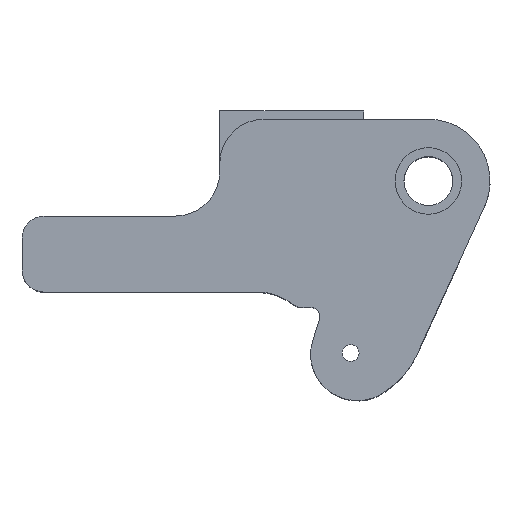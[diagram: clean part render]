
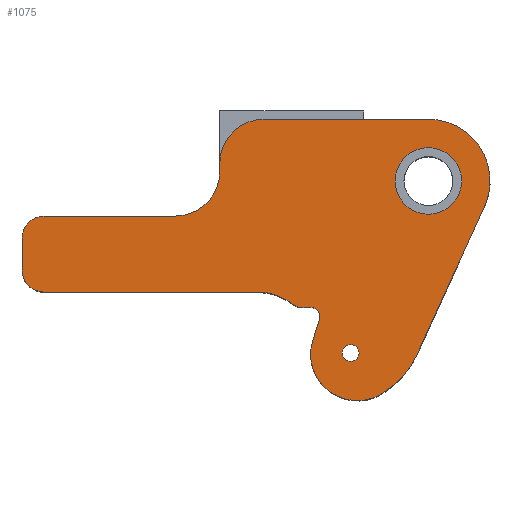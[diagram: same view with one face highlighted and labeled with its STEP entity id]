
A CAD part, top view. The second image highlights one B-rep face of the part: STEP entity #1075.
In plain terms, the highlighted planar face has unit normal (0, 0, 1).
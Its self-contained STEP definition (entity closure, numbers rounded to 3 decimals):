
#22=FACE_BOUND('',#326,.T.);
#23=FACE_BOUND('',#327,.T.);
#35=PLANE('',#1157);
#89=LINE('',#1774,#174);
#97=LINE('',#1795,#182);
#103=LINE('',#1810,#188);
#104=LINE('',#1814,#189);
#105=LINE('',#1818,#190);
#106=LINE('',#1824,#191);
#107=LINE('',#1828,#192);
#108=LINE('',#1836,#193);
#174=VECTOR('',#1286,10.);
#182=VECTOR('',#1302,10.);
#188=VECTOR('',#1316,10.);
#189=VECTOR('',#1319,10.);
#190=VECTOR('',#1322,10.);
#191=VECTOR('',#1327,10.);
#192=VECTOR('',#1330,10.);
#193=VECTOR('',#1337,10.);
#265=FACE_OUTER_BOUND('',#325,.T.);
#325=EDGE_LOOP('',(#789,#790,#791,#792,#793,#794,#795,#796,#797,#798,#799,
#800,#801,#802,#803,#804,#805,#806,#807));
#326=EDGE_LOOP('',(#808));
#327=EDGE_LOOP('',(#809));
#406=CIRCLE('',#1151,4.);
#408=CIRCLE('',#1155,4.);
#410=CIRCLE('',#1158,2.);
#411=CIRCLE('',#1159,2.);
#412=CIRCLE('',#1160,5.5);
#413=CIRCLE('',#1161,1.);
#414=CIRCLE('',#1162,0.85);
#415=CIRCLE('',#1163,4.);
#416=CIRCLE('',#1164,4.264);
#417=CIRCLE('',#1165,8.488);
#418=CIRCLE('',#1166,5.556);
#419=CIRCLE('',#1167,0.75);
#420=CIRCLE('',#1168,3.);
#477=VERTEX_POINT('',#1770);
#479=VERTEX_POINT('',#1773);
#484=VERTEX_POINT('',#1785);
#485=VERTEX_POINT('',#1786);
#488=VERTEX_POINT('',#1794);
#493=VERTEX_POINT('',#1809);
#494=VERTEX_POINT('',#1811);
#495=VERTEX_POINT('',#1813);
#496=VERTEX_POINT('',#1815);
#497=VERTEX_POINT('',#1817);
#498=VERTEX_POINT('',#1819);
#499=VERTEX_POINT('',#1821);
#500=VERTEX_POINT('',#1823);
#501=VERTEX_POINT('',#1825);
#502=VERTEX_POINT('',#1827);
#503=VERTEX_POINT('',#1829);
#504=VERTEX_POINT('',#1831);
#505=VERTEX_POINT('',#1833);
#506=VERTEX_POINT('',#1835);
#507=VERTEX_POINT('',#1838);
#508=VERTEX_POINT('',#1840);
#592=EDGE_CURVE('',#479,#477,#89,.T.);
#598=EDGE_CURVE('',#484,#485,#406,.T.);
#602=EDGE_CURVE('',#485,#488,#97,.T.);
#608=EDGE_CURVE('',#488,#477,#408,.T.);
#610=EDGE_CURVE('',#484,#493,#103,.T.);
#611=EDGE_CURVE('',#494,#493,#410,.T.);
#612=EDGE_CURVE('',#494,#495,#104,.F.);
#613=EDGE_CURVE('',#496,#495,#411,.T.);
#614=EDGE_CURVE('',#496,#497,#105,.T.);
#615=EDGE_CURVE('',#497,#498,#412,.T.);
#616=EDGE_CURVE('',#498,#499,#413,.T.);
#617=EDGE_CURVE('',#499,#500,#106,.T.);
#618=EDGE_CURVE('',#500,#501,#414,.T.);
#619=EDGE_CURVE('',#501,#502,#107,.T.);
#620=EDGE_CURVE('',#502,#503,#415,.T.);
#621=EDGE_CURVE('',#503,#504,#416,.T.);
#622=EDGE_CURVE('',#504,#505,#417,.T.);
#623=EDGE_CURVE('',#505,#506,#108,.T.);
#624=EDGE_CURVE('',#506,#479,#418,.F.);
#625=EDGE_CURVE('',#507,#507,#419,.T.);
#626=EDGE_CURVE('',#508,#508,#420,.T.);
#789=ORIENTED_EDGE('',*,*,#608,.F.);
#790=ORIENTED_EDGE('',*,*,#602,.F.);
#791=ORIENTED_EDGE('',*,*,#598,.F.);
#792=ORIENTED_EDGE('',*,*,#610,.T.);
#793=ORIENTED_EDGE('',*,*,#611,.F.);
#794=ORIENTED_EDGE('',*,*,#612,.T.);
#795=ORIENTED_EDGE('',*,*,#613,.F.);
#796=ORIENTED_EDGE('',*,*,#614,.T.);
#797=ORIENTED_EDGE('',*,*,#615,.T.);
#798=ORIENTED_EDGE('',*,*,#616,.T.);
#799=ORIENTED_EDGE('',*,*,#617,.T.);
#800=ORIENTED_EDGE('',*,*,#618,.T.);
#801=ORIENTED_EDGE('',*,*,#619,.T.);
#802=ORIENTED_EDGE('',*,*,#620,.T.);
#803=ORIENTED_EDGE('',*,*,#621,.T.);
#804=ORIENTED_EDGE('',*,*,#622,.T.);
#805=ORIENTED_EDGE('',*,*,#623,.T.);
#806=ORIENTED_EDGE('',*,*,#624,.T.);
#807=ORIENTED_EDGE('',*,*,#592,.T.);
#808=ORIENTED_EDGE('',*,*,#625,.T.);
#809=ORIENTED_EDGE('',*,*,#626,.T.);
#1075=ADVANCED_FACE('',(#265,#22,#23),#35,.T.);
#1151=AXIS2_PLACEMENT_3D('',#1787,#1294,#1295);
#1155=AXIS2_PLACEMENT_3D('',#1806,#1310,#1311);
#1157=AXIS2_PLACEMENT_3D('',#1808,#1314,#1315);
#1158=AXIS2_PLACEMENT_3D('',#1812,#1317,#1318);
#1159=AXIS2_PLACEMENT_3D('',#1816,#1320,#1321);
#1160=AXIS2_PLACEMENT_3D('',#1820,#1323,#1324);
#1161=AXIS2_PLACEMENT_3D('',#1822,#1325,#1326);
#1162=AXIS2_PLACEMENT_3D('',#1826,#1328,#1329);
#1163=AXIS2_PLACEMENT_3D('',#1830,#1331,#1332);
#1164=AXIS2_PLACEMENT_3D('',#1832,#1333,#1334);
#1165=AXIS2_PLACEMENT_3D('',#1834,#1335,#1336);
#1166=AXIS2_PLACEMENT_3D('',#1837,#1338,#1339);
#1167=AXIS2_PLACEMENT_3D('',#1839,#1340,#1341);
#1168=AXIS2_PLACEMENT_3D('',#1841,#1342,#1343);
#1286=DIRECTION('',(-1.,0.,0.));
#1294=DIRECTION('center_axis',(0.,0.,
1.));
#1295=DIRECTION('ref_axis',(1.,0.,0.));
#1302=DIRECTION('',(0.,1.,0.));
#1310=DIRECTION('center_axis',(0.,0.,
-1.));
#1311=DIRECTION('ref_axis',(-1.,0.,0.));
#1314=DIRECTION('center_axis',(0.,0.,
1.));
#1315=DIRECTION('ref_axis',(1.,0.,0.));
#1316=DIRECTION('',(-1.,0.,0.));
#1317=DIRECTION('center_axis',(0.,0.,
-1.));
#1318=DIRECTION('ref_axis',(-0.707,0.707,0.));
#1319=DIRECTION('',(0.,1.,0.));
#1320=DIRECTION('center_axis',(0.,0.,
-1.));
#1321=DIRECTION('ref_axis',(-0.707,-0.707,0.));
#1322=DIRECTION('',(1.,0.,0.));
#1323=DIRECTION('center_axis',(0.,0.,
-1.));
#1324=DIRECTION('ref_axis',(0.616,0.788,0.));
#1325=DIRECTION('center_axis',(0.,0.,
1.));
#1326=DIRECTION('ref_axis',(-0.616,-0.788,0.));
#1327=DIRECTION('',(1.,0.,0.));
#1328=DIRECTION('center_axis',(0.,0.,
-1.));
#1329=DIRECTION('ref_axis',(0.953,-0.304,0.));
#1330=DIRECTION('',(-0.304,-0.953,0.));
#1331=DIRECTION('center_axis',(0.,0.,
1.));
#1332=DIRECTION('ref_axis',(-0.953,0.304,0.));
#1333=DIRECTION('center_axis',(0.,0.,
1.));
#1334=DIRECTION('ref_axis',(-0.887,-0.461,0.));
#1335=DIRECTION('center_axis',(0.,0.,
1.));
#1336=DIRECTION('ref_axis',(0.529,-0.849,0.));
#1337=DIRECTION('',(0.414,0.91,0.));
#1338=DIRECTION('center_axis',(0.,0.,
-1.));
#1339=DIRECTION('ref_axis',(1.,0.,0.));
#1340=DIRECTION('center_axis',(0.,0.,
-1.));
#1341=DIRECTION('ref_axis',(1.,0.,0.));
#1342=DIRECTION('center_axis',(0.,0.,
-1.));
#1343=DIRECTION('ref_axis',(1.,0.,0.));
#1770=CARTESIAN_POINT('',(87.692,-116.624,76.404));
#1773=CARTESIAN_POINT('',(102.488,-116.624,76.404));
#1774=CARTESIAN_POINT('',(89.31,-116.624,76.404));
#1785=CARTESIAN_POINT('',(79.692,-125.342,76.405));
#1786=CARTESIAN_POINT('',(83.692,-121.342,76.405));
#1787=CARTESIAN_POINT('Origin',(79.692,-121.342,76.405));
#1794=CARTESIAN_POINT('',(83.692,-120.624,76.405));
#1795=CARTESIAN_POINT('',(83.692,-125.342,76.405));
#1806=CARTESIAN_POINT('Origin',(87.692,-120.624,76.404));
#1808=CARTESIAN_POINT('Origin',(81.964,-129.297,76.405));
#1809=CARTESIAN_POINT('',(67.883,-125.342,76.405));
#1810=CARTESIAN_POINT('',(94.195,-125.342,76.404));
#1811=CARTESIAN_POINT('',(65.883,-127.342,76.405));
#1812=CARTESIAN_POINT('Origin',(67.883,-127.342,76.405));
#1813=CARTESIAN_POINT('',(65.883,-130.184,76.405));
#1814=CARTESIAN_POINT('',(65.883,-128.32,76.405));
#1815=CARTESIAN_POINT('',(67.883,-132.184,76.405));
#1816=CARTESIAN_POINT('Origin',(67.883,-130.184,76.405));
#1817=CARTESIAN_POINT('',(87.198,-132.184,76.405));
#1818=CARTESIAN_POINT('',(57.883,-132.184,76.406));
#1819=CARTESIAN_POINT('',(90.376,-133.347,76.404));
#1820=CARTESIAN_POINT('Origin',(86.989,-137.68,76.405));
#1821=CARTESIAN_POINT('',(90.992,-133.559,76.404));
#1822=CARTESIAN_POINT('Origin',(90.992,-132.559,76.404));
#1823=CARTESIAN_POINT('',(91.876,-133.559,76.404));
#1824=CARTESIAN_POINT('',(90.992,-133.559,76.404));
#1825=CARTESIAN_POINT('',(92.686,-134.667,76.404));
#1826=CARTESIAN_POINT('Origin',(91.876,-134.409,76.404));
#1827=CARTESIAN_POINT('',(92.065,-136.614,76.404));
#1828=CARTESIAN_POINT('',(92.686,-134.667,76.404));
#1829=CARTESIAN_POINT('',(92.327,-139.673,76.404));
#1830=CARTESIAN_POINT('Origin',(95.876,-137.828,76.404));
#1831=CARTESIAN_POINT('',(98.291,-141.371,76.404));
#1832=CARTESIAN_POINT('Origin',(96.111,-137.707,76.404));
#1833=CARTESIAN_POINT('',(101.531,-137.68,76.404));
#1834=CARTESIAN_POINT('Origin',(93.805,-134.165,76.404));
#1835=CARTESIAN_POINT('',(107.671,-124.184,76.404));
#1836=CARTESIAN_POINT('',(101.531,-137.68,76.404));
#1837=CARTESIAN_POINT('Origin',(102.488,-122.18,76.404));
#1838=CARTESIAN_POINT('',(94.739,-137.68,76.404));
#1839=CARTESIAN_POINT('Origin',(95.489,-137.68,76.404));
#1840=CARTESIAN_POINT('',(99.489,-122.18,76.404));
#1841=CARTESIAN_POINT('Origin',(102.489,-122.18,76.404));
